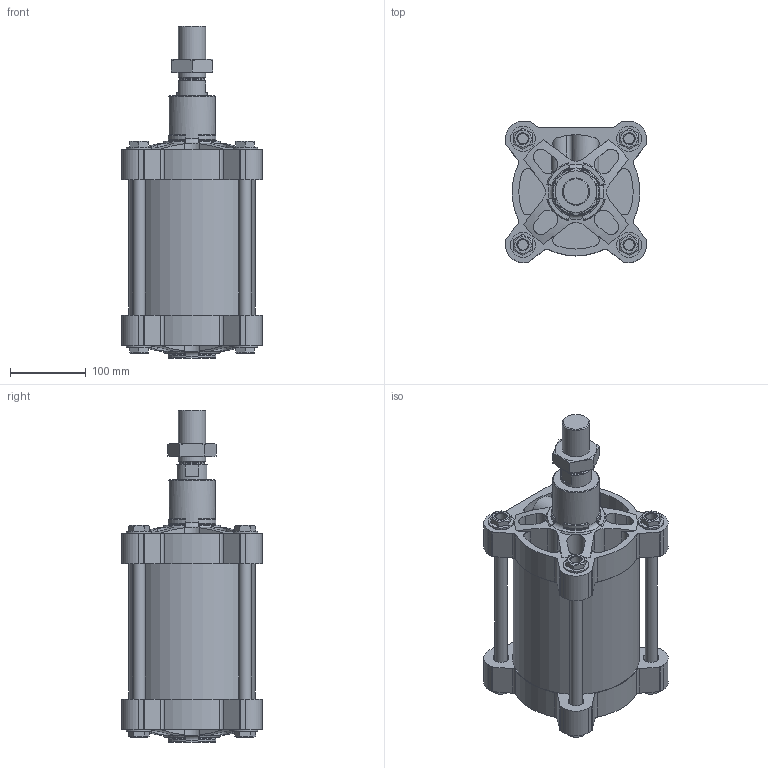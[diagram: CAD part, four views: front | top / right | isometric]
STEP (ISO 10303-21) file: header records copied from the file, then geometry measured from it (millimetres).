
FILE_DESCRIPTION(/* description */ ('STEP AP214'),/* implementation_level */ '2;1');
FILE_NAME(/* name */ '2536751_DSBG-160-100-P-N3',/* time_stamp */ '2024-08-21T12:44:10+02:00',/* author */ ('License CC BY-ND 4.0'),/* organization */ ('CADENAS'),/* preprocessor_version */ 'ST-DEVELOPER v19.3',/* originating_system */ 'PARTsolutions',/* authorisation */ ' ');
FILE_SCHEMA (('AUTOMOTIVE_DESIGN {1 0 10303 214 3 1 1}'));
Length unit declared in the file: millimetre
Products named in the file (4): 2536751 DSBG-160-100-P-N3---(0); 2036032 DSBG--160-100-PA000_(Z_0); 2036032 DSBG-160-100_(K); DIN-439-B - M36x2(F)
Assembly tree (3 placements, depth 2):
  2536751 DSBG-160-100-P-N3---(0)
    2036032 DSBG--160-100-PA000_(Z_0)
    2036032 DSBG-160-100_(K)
    DIN-439-B - M36x2(F)
Bounding box: 186 x 186 x 438 mm (x, y, z)
Volume: 4307104.8 mm3; surface area: 615426.9 mm2
Topology: 3 solids, 3 shells, 476 faces, 1243 edges, 815 vertices
Faces by surface type: plane 218, cylinder 155, cone 63, torus 40
Full cylindrical faces by diameter (mm): 13.835 x8, 16 x4, 21 x8, 24.117 x2, 33 x8, 33.3 x1, 33.835 x1, 36 x1, 40 x2, 62 x1, 160 x2, 167 x1
Entity records: 14800 total; most frequent: CARTESIAN_POINT 3288, DIRECTION 2426, ORIENTED_EDGE 2268, EDGE_CURVE 1134, AXIS2_PLACEMENT_3D 968, VERTEX_POINT 798, EDGE_LOOP 620, FACE_BOUND 620
